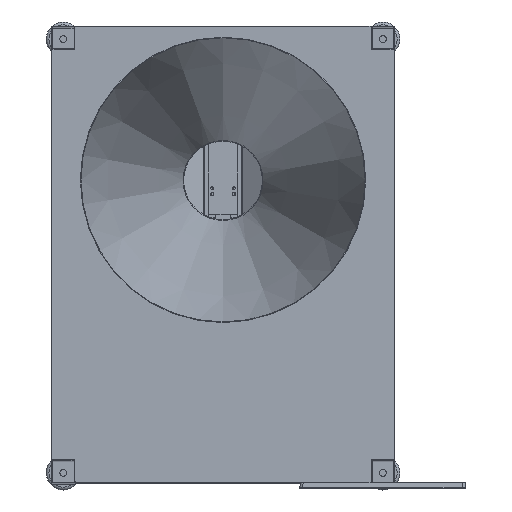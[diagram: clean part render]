
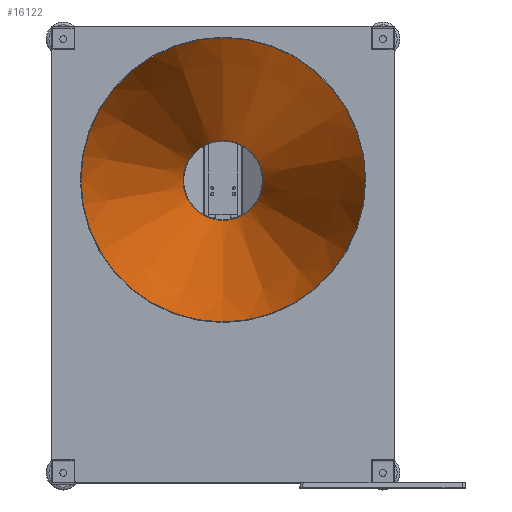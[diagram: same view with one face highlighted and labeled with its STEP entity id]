
A CAD part, top view. The second image highlights one B-rep face of the part: STEP entity #16122.
In plain terms, the highlighted conical face has half-angle 17.241 degrees and reference radius 159.045 mm.
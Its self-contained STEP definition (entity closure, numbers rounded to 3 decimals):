
#27=CONICAL_SURFACE('',#17403,159.045,0.301);
#1771=FACE_OUTER_BOUND('',#2700,.T.);
#2700=EDGE_LOOP('',(#12443,#12444,#12445,#12446));
#3964=LINE('',#24489,#5645);
#5645=VECTOR('',#19840,160.);
#7039=CIRCLE('',#17404,68.953);
#7040=CIRCLE('',#17405,248.953);
#7833=VERTEX_POINT('',#24486);
#7834=VERTEX_POINT('',#24488);
#9537=EDGE_CURVE('',#7833,#7833,#7039,.T.);
#9538=EDGE_CURVE('',#7833,#7834,#3964,.T.);
#9539=EDGE_CURVE('',#7834,#7834,#7040,.T.);
#12443=ORIENTED_EDGE('',*,*,#9537,.F.);
#12444=ORIENTED_EDGE('',*,*,#9538,.T.);
#12445=ORIENTED_EDGE('',*,*,#9539,.F.);
#12446=ORIENTED_EDGE('',*,*,#9538,.F.);
#16122=ADVANCED_FACE('',(#1771),#27,.F.);
#17403=AXIS2_PLACEMENT_3D('',#24485,#19836,#19837);
#17404=AXIS2_PLACEMENT_3D('',#24487,#19838,#19839);
#17405=AXIS2_PLACEMENT_3D('',#24490,#19841,#19842);
#19836=DIRECTION('center_axis',(0.,1.,0.));
#19837=DIRECTION('ref_axis',(0.,0.,1.));
#19838=DIRECTION('center_axis',(0.,1.,0.));
#19839=DIRECTION('ref_axis',(0.,0.,1.));
#19840=DIRECTION('',(0.,0.955,-0.296));
#19841=DIRECTION('center_axis',(0.,-1.,0.));
#19842=DIRECTION('ref_axis',(0.,0.,1.));
#24485=CARTESIAN_POINT('Origin',(0.,-289.704,0.));
#24486=CARTESIAN_POINT('',(0.,-580.,-68.953));
#24487=CARTESIAN_POINT('Origin',(0.,-580.,0.));
#24488=CARTESIAN_POINT('',(0.,0.,-248.953));
#24489=CARTESIAN_POINT('',(0.,-289.704,-159.045));
#24490=CARTESIAN_POINT('Origin',(0.,0.,0.));
